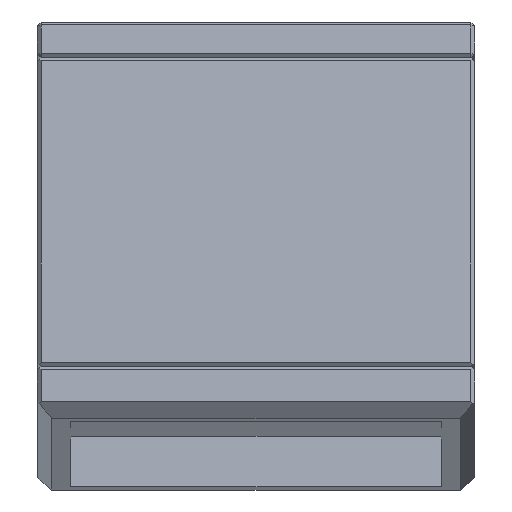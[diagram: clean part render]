
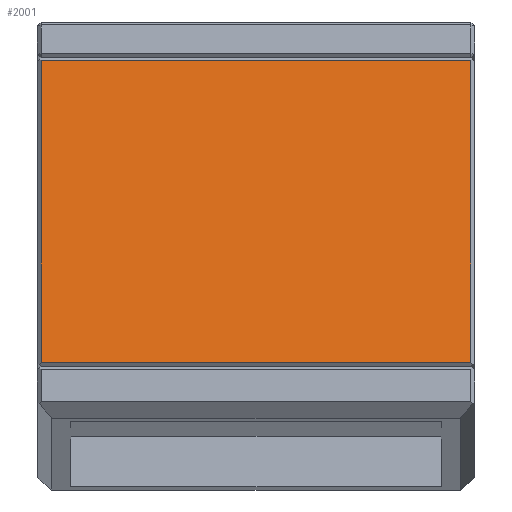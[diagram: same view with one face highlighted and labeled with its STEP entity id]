
A CAD part, top view. The second image highlights one B-rep face of the part: STEP entity #2001.
In plain terms, the highlighted planar face has unit normal (0, 0.174, 0.985).
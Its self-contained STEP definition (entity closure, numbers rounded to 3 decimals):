
#149=FACE_OUTER_BOUND('',#276,.T.);
#276=EDGE_LOOP('',(#1428,#1429,#1430,#1431));
#433=LINE('',#2917,#664);
#438=LINE('',#2927,#669);
#445=LINE('',#2940,#676);
#466=LINE('',#2980,#697);
#664=VECTOR('',#2332,10.);
#669=VECTOR('',#2341,10.);
#676=VECTOR('',#2350,10.);
#697=VECTOR('',#2389,10.);
#895=VERTEX_POINT('',#2914);
#896=VERTEX_POINT('',#2916);
#899=VERTEX_POINT('',#2926);
#904=VERTEX_POINT('',#2938);
#1075=EDGE_CURVE('',#895,#896,#433,.T.);
#1080=EDGE_CURVE('',#896,#899,#438,.T.);
#1087=EDGE_CURVE('',#904,#895,#445,.T.);
#1108=EDGE_CURVE('',#899,#904,#466,.T.);
#1428=ORIENTED_EDGE('',*,*,#1075,.F.);
#1429=ORIENTED_EDGE('',*,*,#1087,.F.);
#1430=ORIENTED_EDGE('',*,*,#1108,.F.);
#1431=ORIENTED_EDGE('',*,*,#1080,.F.);
#1904=PLANE('',#2143);
#2001=ADVANCED_FACE('',(#149),#1904,.T.);
#2143=AXIS2_PLACEMENT_3D('',#2982,#2392,#2393);
#2332=DIRECTION('',(1.,0.,0.));
#2341=DIRECTION('',(0.,-0.985,0.174));
#2350=DIRECTION('',(0.,0.985,-0.174));
#2389=DIRECTION('',(-1.,0.,0.));
#2392=DIRECTION('center_axis',(0.,0.174,0.985));
#2393=DIRECTION('ref_axis',(1.,0.,0.));
#2914=CARTESIAN_POINT('',(0.5,54.793,60.499));
#2916=CARTESIAN_POINT('',(59.5,54.793,60.499));
#2917=CARTESIAN_POINT('',(15.,54.793,60.499));
#2926=CARTESIAN_POINT('',(59.5,13.431,67.793));
#2927=CARTESIAN_POINT('',(59.5,6.045,69.095));
#2938=CARTESIAN_POINT('',(0.5,13.431,67.793));
#2940=CARTESIAN_POINT('',(0.5,6.045,69.095));
#2980=CARTESIAN_POINT('',(15.,13.431,67.793));
#2982=CARTESIAN_POINT('Origin',(0.,6.045,69.095));
